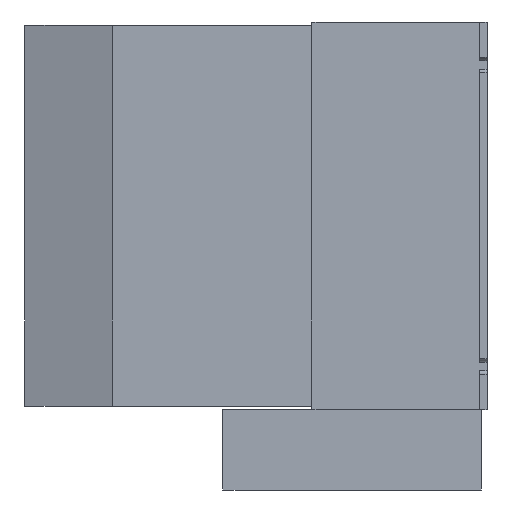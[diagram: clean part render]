
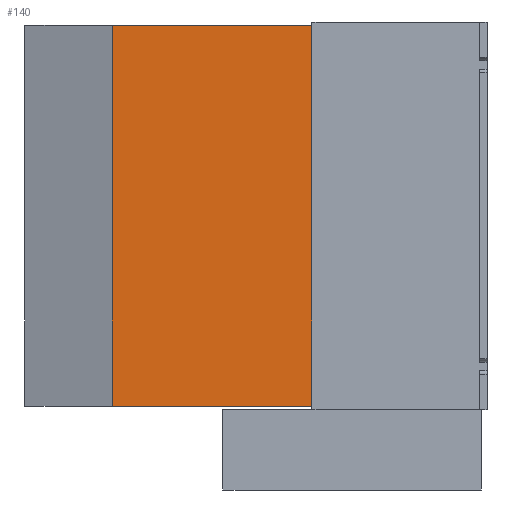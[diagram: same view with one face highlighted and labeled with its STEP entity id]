
A CAD part, left-side view. The second image highlights one B-rep face of the part: STEP entity #140.
In plain terms, the highlighted planar face has unit normal (-1, 0, 0).
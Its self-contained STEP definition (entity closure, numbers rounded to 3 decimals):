
#102 = CARTESIAN_POINT ( 'NONE',  ( -49., 69.5, 66.3 ) ) ;
#140 = ADVANCED_FACE ( 'NONE', ( #1964 ), #3058, .F. ) ;
#241 = CARTESIAN_POINT ( 'NONE',  ( -49., 0., 66.3 ) ) ;
#382 = CARTESIAN_POINT ( 'NONE',  ( -49., 69.5, 66.3 ) ) ;
#531 = CARTESIAN_POINT ( 'NONE',  ( -49., 69.5, -66.3 ) ) ;
#626 = VERTEX_POINT ( 'NONE', #1338 ) ;
#858 = DIRECTION ( 'NONE',  ( 0., 0., -1. ) ) ;
#995 = DIRECTION ( 'NONE',  ( 0., 0., -1. ) ) ;
#1096 = VERTEX_POINT ( 'NONE', #1926 ) ;
#1101 = ORIENTED_EDGE ( 'NONE', *, *, #1697, .T. ) ;
#1203 = EDGE_CURVE ( 'NONE', #3502, #1096, #1898, .T. ) ;
#1338 = CARTESIAN_POINT ( 'NONE',  ( -49., 0., 66.3 ) ) ;
#1376 = ORIENTED_EDGE ( 'NONE', *, *, #2470, .F. ) ;
#1458 = VECTOR ( 'NONE', #1758, 1000. ) ;
#1581 = DIRECTION ( 'NONE',  ( 0., 0., -1. ) ) ;
#1686 = CARTESIAN_POINT ( 'NONE',  ( -49., 0., -66.3 ) ) ;
#1696 = AXIS2_PLACEMENT_3D ( 'NONE', #1773, #3894, #858 ) ;
#1697 = EDGE_CURVE ( 'NONE', #1096, #3216, #3067, .T. ) ;
#1758 = DIRECTION ( 'NONE',  ( 0., -1., 0. ) ) ;
#1773 = CARTESIAN_POINT ( 'NONE',  ( -49., 69.5, 66.3 ) ) ;
#1827 = ORIENTED_EDGE ( 'NONE', *, *, #1203, .T. ) ;
#1894 = ORIENTED_EDGE ( 'NONE', *, *, #1900, .F. ) ;
#1898 = LINE ( 'NONE', #382, #3343 ) ;
#1900 = EDGE_CURVE ( 'NONE', #3502, #626, #2480, .T. ) ;
#1926 = CARTESIAN_POINT ( 'NONE',  ( -49., 69.5, -66.3 ) ) ;
#1964 = FACE_OUTER_BOUND ( 'NONE', #3506, .T. ) ;
#2247 = VECTOR ( 'NONE', #2734, 1000. ) ;
#2470 = EDGE_CURVE ( 'NONE', #626, #3216, #3062, .T. ) ;
#2480 = LINE ( 'NONE', #3367, #1458 ) ;
#2734 = DIRECTION ( 'NONE',  ( 0., -1., 0. ) ) ;
#3058 = PLANE ( 'NONE',  #1696 ) ;
#3062 = LINE ( 'NONE', #241, #3784 ) ;
#3067 = LINE ( 'NONE', #531, #2247 ) ;
#3216 = VERTEX_POINT ( 'NONE', #1686 ) ;
#3343 = VECTOR ( 'NONE', #1581, 1000. ) ;
#3367 = CARTESIAN_POINT ( 'NONE',  ( -49., 69.5, 66.3 ) ) ;
#3502 = VERTEX_POINT ( 'NONE', #102 ) ;
#3506 = EDGE_LOOP ( 'NONE', ( #1101, #1376, #1894, #1827 ) ) ;
#3784 = VECTOR ( 'NONE', #995, 1000. ) ;
#3894 = DIRECTION ( 'NONE',  ( 1., 0., 0. ) ) ;
